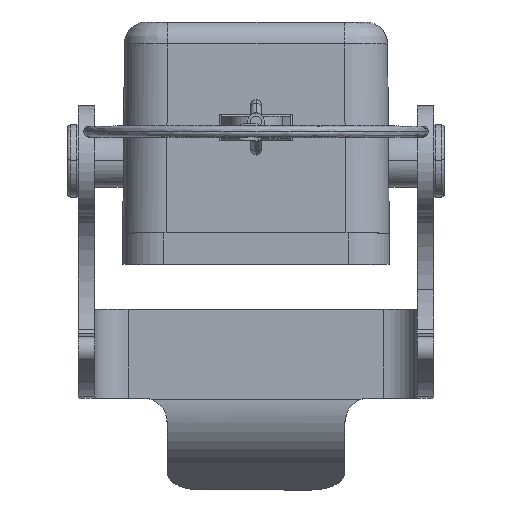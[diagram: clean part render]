
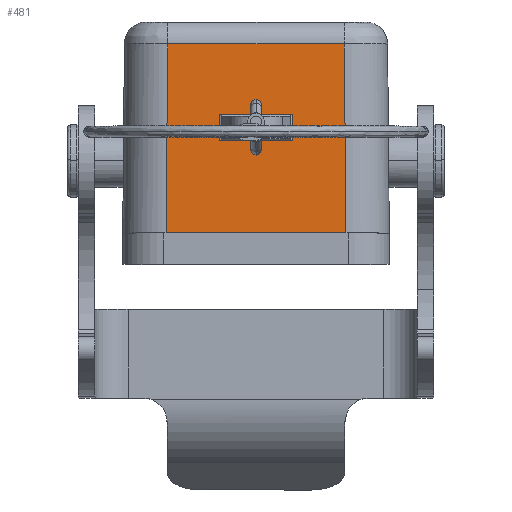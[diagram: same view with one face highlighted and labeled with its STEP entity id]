
A CAD part, top view. The second image highlights one B-rep face of the part: STEP entity #481.
In plain terms, the highlighted planar face has unit normal (0, 0.009, 1).
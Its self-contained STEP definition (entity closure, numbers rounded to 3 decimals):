
#350 = VERTEX_POINT ( 'NONE', #5417 ) ;
#382 = VERTEX_POINT ( 'NONE', #5522 ) ;
#404 = VERTEX_POINT ( 'NONE', #6050 ) ;
#437 = EDGE_CURVE ( 'NONE', #382, #404, #5346, .T. ) ;
#439 = ORIENTED_EDGE ( 'NONE', *, *, #437, .T. ) ;
#441 = EDGE_CURVE ( 'NONE', #404, #350, #5292, .T. ) ;
#445 = EDGE_CURVE ( 'NONE', #473, #382, #6087, .T. ) ;
#453 = VERTEX_POINT ( 'NONE', #6094 ) ;
#454 = EDGE_CURVE ( 'NONE', #461, #453, #6095, .T. ) ;
#455 = VERTEX_POINT ( 'NONE', #6092 ) ;
#458 = EDGE_CURVE ( 'NONE', #455, #461, #6072, .T. ) ;
#461 = VERTEX_POINT ( 'NONE', #6070 ) ;
#462 = EDGE_CURVE ( 'NONE', #455, #465, #6084, .T. ) ;
#463 = EDGE_LOOP ( 'NONE', ( #439, #494, #476, #477 ) ) ;
#465 = VERTEX_POINT ( 'NONE', #6108 ) ;
#468 = EDGE_CURVE ( 'NONE', #465, #453, #6111, .T. ) ;
#473 = VERTEX_POINT ( 'NONE', #6130 ) ;
#476 = ORIENTED_EDGE ( 'NONE', *, *, #500, .T. ) ;
#477 = ORIENTED_EDGE ( 'NONE', *, *, #445, .T. ) ;
#481 = ADVANCED_FACE ( 'NONE', ( #6153, #6135 ), #6168, .T. ) ;
#482 = ORIENTED_EDGE ( 'NONE', *, *, #468, .T. ) ;
#489 = EDGE_LOOP ( 'NONE', ( #498, #482, #495, #501 ) ) ;
#494 = ORIENTED_EDGE ( 'NONE', *, *, #441, .T. ) ;
#495 = ORIENTED_EDGE ( 'NONE', *, *, #454, .F. ) ;
#498 = ORIENTED_EDGE ( 'NONE', *, *, #462, .T. ) ;
#500 = EDGE_CURVE ( 'NONE', #350, #473, #895, .T. ) ;
#501 = ORIENTED_EDGE ( 'NONE', *, *, #458, .F. ) ;
#868 = DIRECTION ( 'NONE',  ( 1., 0., 0. ) ) ;
#869 = VECTOR ( 'NONE', #868, 1000. ) ;
#870 = CARTESIAN_POINT ( 'NONE',  ( -13.467, 10.698, 11.907 ) ) ;
#895 = LINE ( 'NONE', #870, #869 ) ;
#5044 = VECTOR ( 'NONE', #5290, 1000. ) ;
#5289 = VECTOR ( 'NONE', #5296, 1000. ) ;
#5290 = DIRECTION ( 'NONE',  ( -1., 0., 0. ) ) ;
#5292 = LINE ( 'NONE', #5327, #5289 ) ;
#5296 = DIRECTION ( 'NONE',  ( -0.003, 1., -0.009 ) ) ;
#5327 = CARTESIAN_POINT ( 'NONE',  ( -3.254, 8.298, 11.928 ) ) ;
#5339 = CARTESIAN_POINT ( 'NONE',  ( -13.467, 8.298, 11.928 ) ) ;
#5346 = LINE ( 'NONE', #5339, #5044 ) ;
#5417 = CARTESIAN_POINT ( 'NONE',  ( -3.261, 10.698, 11.907 ) ) ;
#5522 = CARTESIAN_POINT ( 'NONE',  ( 3.254, 8.298, 11.928 ) ) ;
#6050 = CARTESIAN_POINT ( 'NONE',  ( -3.254, 8.298, 11.928 ) ) ;
#6070 = CARTESIAN_POINT ( 'NONE',  ( 7.952, 17.017, 11.851 ) ) ;
#6071 = CARTESIAN_POINT ( 'NONE',  ( 8.001, 11.345, 11.901 ) ) ;
#6072 = LINE ( 'NONE', #6078, #6077 ) ;
#6076 = DIRECTION ( 'NONE',  ( 1., 0., 0. ) ) ;
#6077 = VECTOR ( 'NONE', #6076, 1000. ) ;
#6078 = CARTESIAN_POINT ( 'NONE',  ( -8.16, 17.017, 11.851 ) ) ;
#6084 = LINE ( 'NONE', #6086, #6085 ) ;
#6085 = VECTOR ( 'NONE', #6093, 1000. ) ;
#6086 = CARTESIAN_POINT ( 'NONE',  ( -7.952, 17.017, 11.851 ) ) ;
#6087 = LINE ( 'NONE', #6107, #6106 ) ;
#6092 = CARTESIAN_POINT ( 'NONE',  ( -7.952, 17.017, 11.851 ) ) ;
#6093 = DIRECTION ( 'NONE',  ( -0.009, -1., 0.009 ) ) ;
#6094 = CARTESIAN_POINT ( 'NONE',  ( 8.1, 0., 12. ) ) ;
#6095 = B_SPLINE_CURVE_WITH_KNOTS ( 'NONE', 3,
 ( #6096, #6071, #6102, #6101 ),
 .UNSPECIFIED., .F., .F.,
 ( 4, 4 ),
 ( 0., 1. ),
 .UNSPECIFIED. ) ;
#6096 = CARTESIAN_POINT ( 'NONE',  ( 7.952, 17.017, 11.851 ) ) ;
#6101 = CARTESIAN_POINT ( 'NONE',  ( 8.1, 0., 12. ) ) ;
#6102 = CARTESIAN_POINT ( 'NONE',  ( 8.051, 5.672, 11.95 ) ) ;
#6105 = DIRECTION ( 'NONE',  ( -0.003, -1., 0.009 ) ) ;
#6106 = VECTOR ( 'NONE', #6105, 1000. ) ;
#6107 = CARTESIAN_POINT ( 'NONE',  ( 3.261, 10.698, 11.907 ) ) ;
#6108 = CARTESIAN_POINT ( 'NONE',  ( -8.1, 0., 12. ) ) ;
#6110 = CARTESIAN_POINT ( 'NONE',  ( -13.467, 0., 12. ) ) ;
#6111 = LINE ( 'NONE', #6110, #6125 ) ;
#6124 = DIRECTION ( 'NONE',  ( 1., 0., 0. ) ) ;
#6125 = VECTOR ( 'NONE', #6124, 1000. ) ;
#6130 = CARTESIAN_POINT ( 'NONE',  ( 3.261, 10.698, 11.907 ) ) ;
#6135 = FACE_BOUND ( 'NONE', #463, .T. ) ;
#6136 = AXIS2_PLACEMENT_3D ( 'NONE', #6164, #6166, #6141 ) ;
#6141 = DIRECTION ( 'NONE',  ( 0., -1., 0.009 ) ) ;
#6153 = FACE_OUTER_BOUND ( 'NONE', #489, .T. ) ;
#6164 = CARTESIAN_POINT ( 'NONE',  ( -13.467, 0., 12. ) ) ;
#6166 = DIRECTION ( 'NONE',  ( 0., 0.009, 1. ) ) ;
#6168 = PLANE ( 'NONE',  #6136 ) ;
